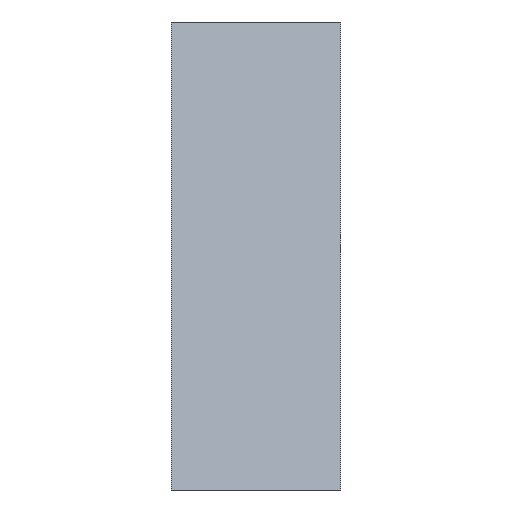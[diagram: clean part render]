
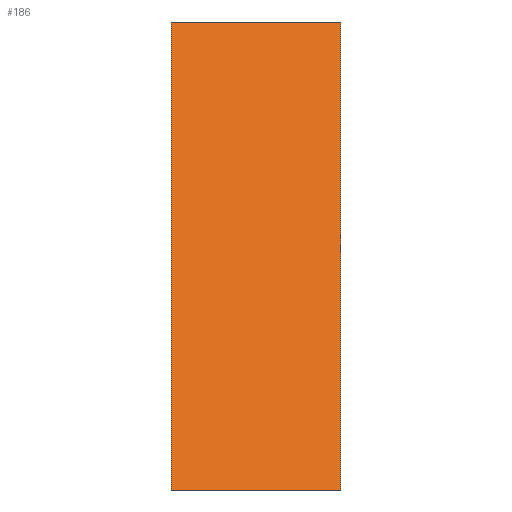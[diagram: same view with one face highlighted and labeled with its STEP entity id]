
A CAD part, left-side view. The second image highlights one B-rep face of the part: STEP entity #186.
In plain terms, the highlighted planar face has unit normal (-0.637, 0, 0.771).
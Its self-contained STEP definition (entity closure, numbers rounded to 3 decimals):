
#51=CARTESIAN_POINT('',(-66.366,-156.837,12.1));
#52=VERTEX_POINT('',#51);
#59=CARTESIAN_POINT('',(-66.366,-154.587,12.1));
#60=VERTEX_POINT('',#59);
#61=CARTESIAN_POINT('',(-66.366,-154.587,12.1));
#62=DIRECTION('',(0.,-1.,0.));
#63=VECTOR('',#62,2.25);
#64=LINE('',#61,#63);
#65=EDGE_CURVE('',#60,#52,#64,.T.);
#123=CARTESIAN_POINT('',(-58.866,-156.837,18.3));
#124=VERTEX_POINT('',#123);
#148=CARTESIAN_POINT('',(-58.866,-154.587,18.3));
#149=VERTEX_POINT('',#148);
#156=CARTESIAN_POINT('',(-58.866,-154.587,18.3));
#157=DIRECTION('',(0.,-1.,0.));
#158=VECTOR('',#157,2.25);
#159=LINE('',#156,#158);
#160=EDGE_CURVE('',#149,#124,#159,.T.);
#165=CARTESIAN_POINT('',(-62.616,-154.337,15.2));
#166=DIRECTION('',(-0.637,-0.,0.771));
#167=DIRECTION('',(0.771,0.,0.637));
#168=AXIS2_PLACEMENT_3D('',#165,#166,#167);
#169=PLANE('',#168);
#170=CARTESIAN_POINT('',(-58.866,-156.837,18.3));
#171=DIRECTION('',(-0.771,-0.,-0.637));
#172=VECTOR('',#171,9.731);
#173=LINE('',#170,#172);
#174=EDGE_CURVE('',#124,#52,#173,.T.);
#175=ORIENTED_EDGE('',*,*,#174,.F.);
#176=ORIENTED_EDGE('',*,*,#160,.F.);
#177=CARTESIAN_POINT('',(-58.866,-154.587,18.3));
#178=DIRECTION('',(-0.771,-0.,-0.637));
#179=VECTOR('',#178,9.731);
#180=LINE('',#177,#179);
#181=EDGE_CURVE('',#149,#60,#180,.T.);
#182=ORIENTED_EDGE('',*,*,#181,.T.);
#183=ORIENTED_EDGE('',*,*,#65,.T.);
#184=EDGE_LOOP('',(#175,#176,#182,#183));
#185=FACE_BOUND('',#184,.T.);
#186=ADVANCED_FACE('',(#185),#169,.T.);
